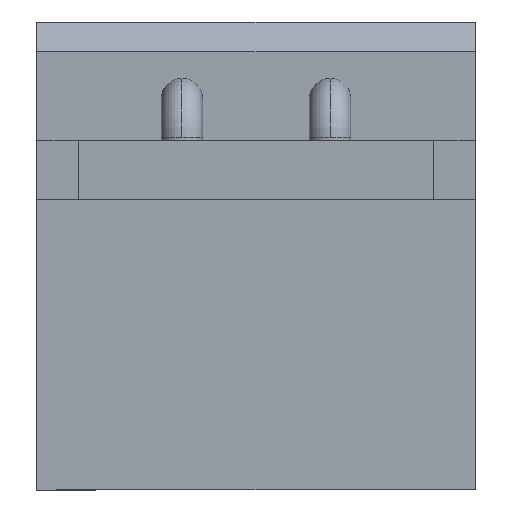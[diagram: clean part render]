
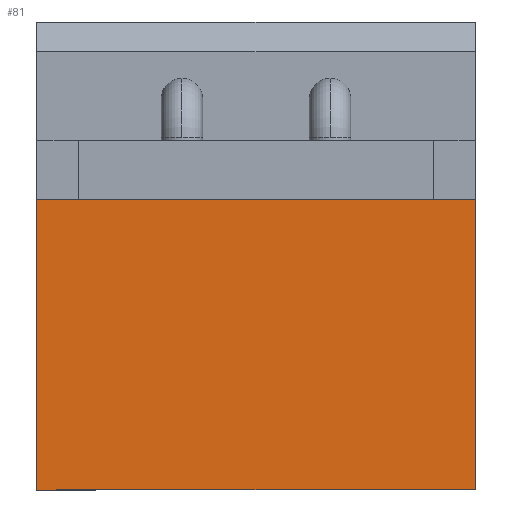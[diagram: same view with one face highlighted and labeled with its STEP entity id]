
A CAD part, front view. The second image highlights one B-rep face of the part: STEP entity #81.
In plain terms, the highlighted planar face has unit normal (0, -1, 0).
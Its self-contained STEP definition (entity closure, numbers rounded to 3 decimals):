
#81=ADVANCED_FACE('',(#195),#196,.T.);
#195=FACE_OUTER_BOUND('',#420,.T.);
#196=PLANE('',#421);
#420=EDGE_LOOP('',(#863,#864,#865,#866));
#421=AXIS2_PLACEMENT_3D('',#867,#868,#869);
#863=ORIENTED_EDGE('',*,*,#1336,.F.);
#864=ORIENTED_EDGE('',*,*,#1310,.T.);
#865=ORIENTED_EDGE('',*,*,#1320,.T.);
#866=ORIENTED_EDGE('',*,*,#1285,.T.);
#867=CARTESIAN_POINT('',(0.0,-3.1,0.0));
#868=DIRECTION('',(0.0,-1.0,0.0));
#869=DIRECTION('',(0.0,0.0,-1.0));
#1285=EDGE_CURVE('',#1569,#1567,#1570,.T.);
#1310=EDGE_CURVE('',#1614,#1612,#1615,.T.);
#1320=EDGE_CURVE('',#1612,#1569,#1630,.T.);
#1336=EDGE_CURVE('',#1614,#1567,#1653,.T.);
#1567=VERTEX_POINT('',#1993);
#1569=VERTEX_POINT('',#1996);
#1570=LINE('',#1997,#1998);
#1612=VERTEX_POINT('',#2063);
#1614=VERTEX_POINT('',#2066);
#1615=LINE('',#2067,#2068);
#1630=LINE('',#2092,#2093);
#1653=LINE('',#2131,#2132);
#1993=CARTESIAN_POINT('',(4.95,-3.1,8.1));
#1996=CARTESIAN_POINT('',(4.95,-3.1,3.2));
#1997=CARTESIAN_POINT('',(4.95,-3.1,3.2));
#1998=VECTOR('',#2373,1.0);
#2063=CARTESIAN_POINT('',(-2.45,-3.1,3.2));
#2066=CARTESIAN_POINT('',(-2.45,-3.1,8.1));
#2067=CARTESIAN_POINT('',(-2.45,-3.1,11.1));
#2068=VECTOR('',#2398,1.0);
#2092=CARTESIAN_POINT('',(-2.45,-3.1,3.2));
#2093=VECTOR('',#2408,1.0);
#2131=CARTESIAN_POINT('',(-68.31,-3.1,8.1));
#2132=VECTOR('',#2424,1.0);
#2373=DIRECTION('',(0.,0.0,1.0));
#2398=DIRECTION('',(0.0,0.0,-1.0));
#2408=DIRECTION('',(1.0,0.0,0.));
#2424=DIRECTION('',(1.0,0.0,0.0));
